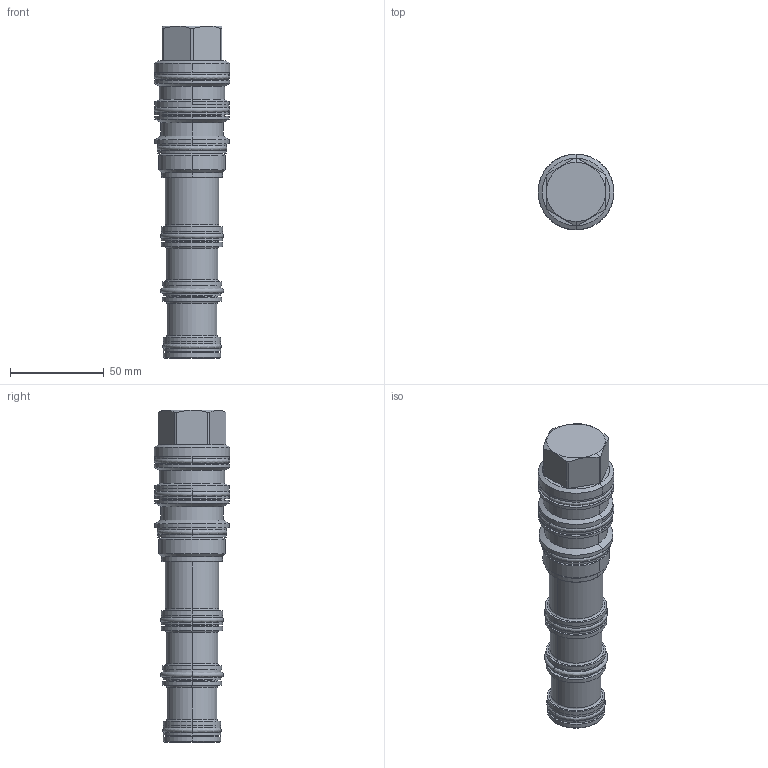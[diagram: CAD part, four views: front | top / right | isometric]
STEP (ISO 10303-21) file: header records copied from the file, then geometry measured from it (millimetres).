
FILE_DESCRIPTION((''),'2;1');
FILE_NAME('XTCC-XXN_PRT','2009-10-13T',('Administrator'),(''),'PRO/ENGINEER BY PARAMETRIC TECHNOLOGY CORPORATION, 2006240','PRO/ENGINEER BY PARAMETRIC TECHNOLOGY CORPORATION, 2006240','');
FILE_SCHEMA(('CONFIG_CONTROL_DESIGN'));
Length unit declared in the file: inch
Products named in the file (1): XTCC-XXN_PRT
Bounding box: 40.39 x 40.39 x 176.99 mm (x, y, z)
Volume: 113435.2 mm3; surface area: 37667 mm2
Topology: 6 solids, 6 shells, 226 faces, 476 edges, 286 vertices
Faces by surface type: cylinder 88, plane 48, torus 46, revolution 22, cone 22
Entity records: 7354 total; most frequent: CARTESIAN_POINT 2296, DIRECTION 1162, ORIENTED_EDGE 952, AXIS2_PLACEMENT_3D 508, EDGE_CURVE 476, CIRCLE 304, VERTEX_POINT 286, EDGE_LOOP 260
